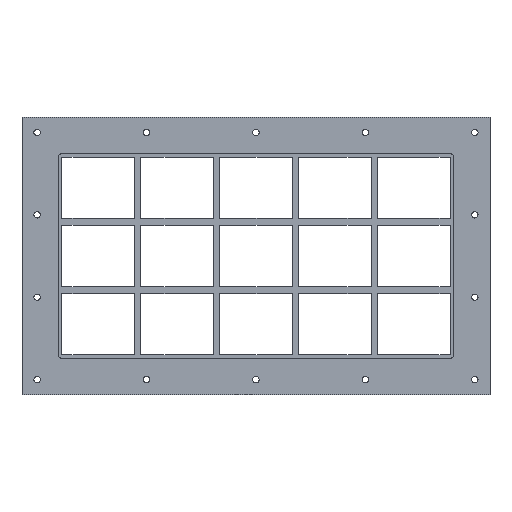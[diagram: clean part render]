
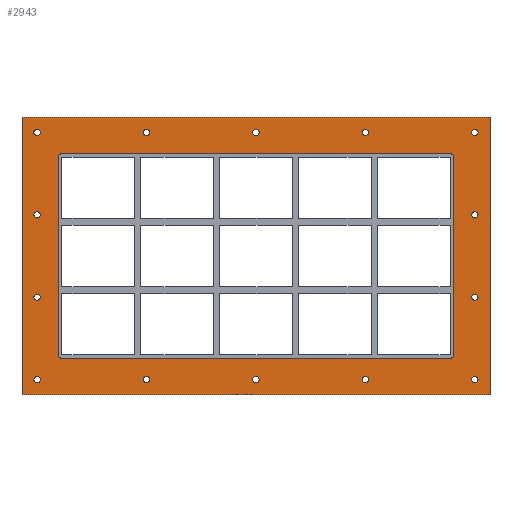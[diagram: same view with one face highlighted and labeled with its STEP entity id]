
A CAD part, front view. The second image highlights one B-rep face of the part: STEP entity #2943.
In plain terms, the highlighted planar face has unit normal (0, -1, 0).
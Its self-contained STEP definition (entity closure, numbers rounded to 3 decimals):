
#84=CARTESIAN_POINT('',(-357.,0.0,-204.5));
#85=VERTEX_POINT('',#84);
#86=CARTESIAN_POINT('',(-362.25,0.0,-204.5));
#87=DIRECTION('',(0.0,1.0,0.0));
#88=DIRECTION('',(1.0,0.0,0.0));
#89=AXIS2_PLACEMENT_3D('',#86,#87,#88);
#90=CIRCLE('',#89,5.25);
#91=EDGE_CURVE('',#85,#85,#90,.T.);
#112=CARTESIAN_POINT('',(367.4,0.0,-68.2));
#113=VERTEX_POINT('',#112);
#114=CARTESIAN_POINT('',(362.15,0.0,-68.2));
#115=DIRECTION('',(0.0,1.0,0.0));
#116=DIRECTION('',(1.0,0.0,0.0));
#117=AXIS2_PLACEMENT_3D('',#114,#115,#116);
#118=CIRCLE('',#117,5.25);
#119=EDGE_CURVE('',#113,#113,#118,.T.);
#140=CARTESIAN_POINT('',(-357.,0.0,-68.2));
#141=VERTEX_POINT('',#140);
#142=CARTESIAN_POINT('',(-362.25,0.0,-68.2));
#143=DIRECTION('',(0.0,1.0,0.0));
#144=DIRECTION('',(1.0,0.0,0.0));
#145=AXIS2_PLACEMENT_3D('',#142,#143,#144);
#146=CIRCLE('',#145,5.25);
#147=EDGE_CURVE('',#141,#141,#146,.T.);
#168=CARTESIAN_POINT('',(367.4,0.0,68.1));
#169=VERTEX_POINT('',#168);
#170=CARTESIAN_POINT('',(362.15,0.0,68.1));
#171=DIRECTION('',(0.0,1.0,0.0));
#172=DIRECTION('',(1.0,0.0,0.0));
#173=AXIS2_PLACEMENT_3D('',#170,#171,#172);
#174=CIRCLE('',#173,5.25);
#175=EDGE_CURVE('',#169,#169,#174,.T.);
#196=CARTESIAN_POINT('',(-357.,0.0,68.1));
#197=VERTEX_POINT('',#196);
#198=CARTESIAN_POINT('',(-362.25,0.0,68.1));
#199=DIRECTION('',(0.0,1.0,0.0));
#200=DIRECTION('',(1.0,0.0,0.0));
#201=AXIS2_PLACEMENT_3D('',#198,#199,#200);
#202=CIRCLE('',#201,5.25);
#203=EDGE_CURVE('',#197,#197,#202,.T.);
#224=CARTESIAN_POINT('',(-175.9,0.0,204.4));
#225=VERTEX_POINT('',#224);
#226=CARTESIAN_POINT('',(-181.15,0.0,204.4));
#227=DIRECTION('',(0.0,1.0,0.0));
#228=DIRECTION('',(1.0,0.0,0.0));
#229=AXIS2_PLACEMENT_3D('',#226,#227,#228);
#230=CIRCLE('',#229,5.25);
#231=EDGE_CURVE('',#225,#225,#230,.T.);
#252=CARTESIAN_POINT('',(-175.9,0.0,-204.5));
#253=VERTEX_POINT('',#252);
#254=CARTESIAN_POINT('',(-181.15,0.0,-204.5));
#255=DIRECTION('',(0.0,1.0,0.0));
#256=DIRECTION('',(1.0,0.0,0.0));
#257=AXIS2_PLACEMENT_3D('',#254,#255,#256);
#258=CIRCLE('',#257,5.25);
#259=EDGE_CURVE('',#253,#253,#258,.T.);
#280=CARTESIAN_POINT('',(5.2,0.0,204.4));
#281=VERTEX_POINT('',#280);
#282=CARTESIAN_POINT('',(-0.05,0.0,204.4));
#283=DIRECTION('',(0.0,1.0,0.0));
#284=DIRECTION('',(1.0,0.0,0.0));
#285=AXIS2_PLACEMENT_3D('',#282,#283,#284);
#286=CIRCLE('',#285,5.25);
#287=EDGE_CURVE('',#281,#281,#286,.T.);
#308=CARTESIAN_POINT('',(5.2,0.0,-204.5));
#309=VERTEX_POINT('',#308);
#310=CARTESIAN_POINT('',(-0.05,0.0,-204.5));
#311=DIRECTION('',(0.0,1.0,0.0));
#312=DIRECTION('',(1.0,0.0,0.0));
#313=AXIS2_PLACEMENT_3D('',#310,#311,#312);
#314=CIRCLE('',#313,5.25);
#315=EDGE_CURVE('',#309,#309,#314,.T.);
#336=CARTESIAN_POINT('',(186.3,0.0,204.4));
#337=VERTEX_POINT('',#336);
#338=CARTESIAN_POINT('',(181.05,0.0,204.4));
#339=DIRECTION('',(0.0,1.0,0.0));
#340=DIRECTION('',(1.0,0.0,0.0));
#341=AXIS2_PLACEMENT_3D('',#338,#339,#340);
#342=CIRCLE('',#341,5.25);
#343=EDGE_CURVE('',#337,#337,#342,.T.);
#364=CARTESIAN_POINT('',(186.3,0.0,-204.5));
#365=VERTEX_POINT('',#364);
#366=CARTESIAN_POINT('',(181.05,0.0,-204.5));
#367=DIRECTION('',(0.0,1.0,0.0));
#368=DIRECTION('',(1.0,0.0,0.0));
#369=AXIS2_PLACEMENT_3D('',#366,#367,#368);
#370=CIRCLE('',#369,5.25);
#371=EDGE_CURVE('',#365,#365,#370,.T.);
#392=CARTESIAN_POINT('',(367.4,0.0,-204.5));
#393=VERTEX_POINT('',#392);
#394=CARTESIAN_POINT('',(362.15,0.0,-204.5));
#395=DIRECTION('',(0.0,1.0,0.0));
#396=DIRECTION('',(1.0,0.0,0.0));
#397=AXIS2_PLACEMENT_3D('',#394,#395,#396);
#398=CIRCLE('',#397,5.25);
#399=EDGE_CURVE('',#393,#393,#398,.T.);
#420=CARTESIAN_POINT('',(-357.,0.0,204.4));
#421=VERTEX_POINT('',#420);
#422=CARTESIAN_POINT('',(-362.25,0.0,204.4));
#423=DIRECTION('',(0.0,1.0,0.0));
#424=DIRECTION('',(1.0,0.0,0.0));
#425=AXIS2_PLACEMENT_3D('',#422,#423,#424);
#426=CIRCLE('',#425,5.25);
#427=EDGE_CURVE('',#421,#421,#426,.T.);
#448=CARTESIAN_POINT('',(367.4,0.0,204.4));
#449=VERTEX_POINT('',#448);
#450=CARTESIAN_POINT('',(362.15,0.0,204.4));
#451=DIRECTION('',(0.0,1.0,0.0));
#452=DIRECTION('',(1.0,0.0,0.0));
#453=AXIS2_PLACEMENT_3D('',#450,#451,#452);
#454=CIRCLE('',#453,5.25);
#455=EDGE_CURVE('',#449,#449,#454,.T.);
#2792=CARTESIAN_POINT('',(0.0,0.0,0.));
#2793=DIRECTION('',(0.0,1.0,0.0));
#2794=DIRECTION('',(0.0,0.0,1.0));
#2795=AXIS2_PLACEMENT_3D('',#2792,#2793,#2794);
#2796=PLANE('',#2795);
#2797=CARTESIAN_POINT('',(-387.25,0.0,229.5));
#2798=VERTEX_POINT('',#2797);
#2799=CARTESIAN_POINT('',(387.25,0.0,229.5));
#2800=VERTEX_POINT('',#2799);
#2801=CARTESIAN_POINT('',(-387.25,0.0,229.5));
#2802=DIRECTION('',(1.0,0.0,0.0));
#2803=VECTOR('',#2802,774.5);
#2804=LINE('',#2801,#2803);
#2805=EDGE_CURVE('',#2798,#2800,#2804,.T.);
#2806=ORIENTED_EDGE('',*,*,#2805,.F.);
#2807=CARTESIAN_POINT('',(-387.25,0.0,-229.5));
#2808=VERTEX_POINT('',#2807);
#2809=CARTESIAN_POINT('',(-387.25,0.0,-229.5));
#2810=DIRECTION('',(0.0,0.0,1.0));
#2811=VECTOR('',#2810,459.);
#2812=LINE('',#2809,#2811);
#2813=EDGE_CURVE('',#2808,#2798,#2812,.T.);
#2814=ORIENTED_EDGE('',*,*,#2813,.F.);
#2815=CARTESIAN_POINT('',(387.25,0.0,-229.5));
#2816=VERTEX_POINT('',#2815);
#2817=CARTESIAN_POINT('',(387.25,0.0,-229.5));
#2818=DIRECTION('',(-1.0,0.0,0.0));
#2819=VECTOR('',#2818,774.5);
#2820=LINE('',#2817,#2819);
#2821=EDGE_CURVE('',#2816,#2808,#2820,.T.);
#2822=ORIENTED_EDGE('',*,*,#2821,.F.);
#2823=CARTESIAN_POINT('',(387.25,0.0,229.5));
#2824=DIRECTION('',(0.0,0.0,-1.0));
#2825=VECTOR('',#2824,459.);
#2826=LINE('',#2823,#2825);
#2827=EDGE_CURVE('',#2800,#2816,#2826,.T.);
#2828=ORIENTED_EDGE('',*,*,#2827,.F.);
#2829=EDGE_LOOP('',(#2806,#2814,#2822,#2828));
#2830=FACE_OUTER_BOUND('',#2829,.T.);
#2831=ORIENTED_EDGE('',*,*,#91,.T.);
#2832=EDGE_LOOP('',(#2831));
#2833=FACE_BOUND('',#2832,.T.);
#2834=ORIENTED_EDGE('',*,*,#119,.T.);
#2835=EDGE_LOOP('',(#2834));
#2836=FACE_BOUND('',#2835,.T.);
#2837=ORIENTED_EDGE('',*,*,#147,.T.);
#2838=EDGE_LOOP('',(#2837));
#2839=FACE_BOUND('',#2838,.T.);
#2840=ORIENTED_EDGE('',*,*,#175,.T.);
#2841=EDGE_LOOP('',(#2840));
#2842=FACE_BOUND('',#2841,.T.);
#2843=ORIENTED_EDGE('',*,*,#203,.T.);
#2844=EDGE_LOOP('',(#2843));
#2845=FACE_BOUND('',#2844,.T.);
#2846=ORIENTED_EDGE('',*,*,#231,.T.);
#2847=EDGE_LOOP('',(#2846));
#2848=FACE_BOUND('',#2847,.T.);
#2849=ORIENTED_EDGE('',*,*,#259,.T.);
#2850=EDGE_LOOP('',(#2849));
#2851=FACE_BOUND('',#2850,.T.);
#2852=ORIENTED_EDGE('',*,*,#287,.T.);
#2853=EDGE_LOOP('',(#2852));
#2854=FACE_BOUND('',#2853,.T.);
#2855=ORIENTED_EDGE('',*,*,#315,.T.);
#2856=EDGE_LOOP('',(#2855));
#2857=FACE_BOUND('',#2856,.T.);
#2858=ORIENTED_EDGE('',*,*,#343,.T.);
#2859=EDGE_LOOP('',(#2858));
#2860=FACE_BOUND('',#2859,.T.);
#2861=ORIENTED_EDGE('',*,*,#371,.T.);
#2862=EDGE_LOOP('',(#2861));
#2863=FACE_BOUND('',#2862,.T.);
#2864=ORIENTED_EDGE('',*,*,#399,.T.);
#2865=EDGE_LOOP('',(#2864));
#2866=FACE_BOUND('',#2865,.T.);
#2867=ORIENTED_EDGE('',*,*,#427,.T.);
#2868=EDGE_LOOP('',(#2867));
#2869=FACE_BOUND('',#2868,.T.);
#2870=ORIENTED_EDGE('',*,*,#455,.T.);
#2871=EDGE_LOOP('',(#2870));
#2872=FACE_BOUND('',#2871,.T.);
#2873=CARTESIAN_POINT('',(-327.25,0.0,-163.5));
#2874=VERTEX_POINT('',#2873);
#2875=CARTESIAN_POINT('',(-321.25,0.0,-169.5));
#2876=VERTEX_POINT('',#2875);
#2877=CARTESIAN_POINT('',(-321.25,0.0,-163.5));
#2878=DIRECTION('',(0.0,-1.0,0.0));
#2879=DIRECTION('',(-0.707,0.0,-0.707));
#2880=AXIS2_PLACEMENT_3D('',#2877,#2878,#2879);
#2881=CIRCLE('',#2880,6.);
#2882=EDGE_CURVE('',#2874,#2876,#2881,.T.);
#2883=ORIENTED_EDGE('',*,*,#2882,.F.);
#2884=CARTESIAN_POINT('',(-327.25,0.0,163.5));
#2885=VERTEX_POINT('',#2884);
#2886=CARTESIAN_POINT('',(-327.25,0.0,163.5));
#2887=DIRECTION('',(0.0,0.0,-1.0));
#2888=VECTOR('',#2887,327.0);
#2889=LINE('',#2886,#2888);
#2890=EDGE_CURVE('',#2885,#2874,#2889,.T.);
#2891=ORIENTED_EDGE('',*,*,#2890,.F.);
#2892=CARTESIAN_POINT('',(-321.25,0.0,169.5));
#2893=VERTEX_POINT('',#2892);
#2894=CARTESIAN_POINT('',(-321.25,0.0,163.5));
#2895=DIRECTION('',(0.0,-1.0,0.0));
#2896=DIRECTION('',(-0.707,0.0,0.707));
#2897=AXIS2_PLACEMENT_3D('',#2894,#2895,#2896);
#2898=CIRCLE('',#2897,6.);
#2899=EDGE_CURVE('',#2893,#2885,#2898,.T.);
#2900=ORIENTED_EDGE('',*,*,#2899,.F.);
#2901=CARTESIAN_POINT('',(321.25,0.0,169.5));
#2902=VERTEX_POINT('',#2901);
#2903=CARTESIAN_POINT('',(321.25,0.0,169.5));
#2904=DIRECTION('',(-1.0,0.0,0.0));
#2905=VECTOR('',#2904,642.5);
#2906=LINE('',#2903,#2905);
#2907=EDGE_CURVE('',#2902,#2893,#2906,.T.);
#2908=ORIENTED_EDGE('',*,*,#2907,.F.);
#2909=CARTESIAN_POINT('',(327.25,0.0,163.5));
#2910=VERTEX_POINT('',#2909);
#2911=CARTESIAN_POINT('',(321.25,0.0,163.5));
#2912=DIRECTION('',(0.0,-1.0,0.0));
#2913=DIRECTION('',(0.707,0.0,0.707));
#2914=AXIS2_PLACEMENT_3D('',#2911,#2912,#2913);
#2915=CIRCLE('',#2914,6.);
#2916=EDGE_CURVE('',#2910,#2902,#2915,.T.);
#2917=ORIENTED_EDGE('',*,*,#2916,.F.);
#2918=CARTESIAN_POINT('',(327.25,0.0,-163.5));
#2919=VERTEX_POINT('',#2918);
#2920=CARTESIAN_POINT('',(327.25,0.0,-163.5));
#2921=DIRECTION('',(0.0,0.0,1.0));
#2922=VECTOR('',#2921,327.0);
#2923=LINE('',#2920,#2922);
#2924=EDGE_CURVE('',#2919,#2910,#2923,.T.);
#2925=ORIENTED_EDGE('',*,*,#2924,.F.);
#2926=CARTESIAN_POINT('',(321.25,0.0,-169.5));
#2927=VERTEX_POINT('',#2926);
#2928=CARTESIAN_POINT('',(321.25,0.0,-163.5));
#2929=DIRECTION('',(0.0,-1.0,0.0));
#2930=DIRECTION('',(0.707,0.0,-0.707));
#2931=AXIS2_PLACEMENT_3D('',#2928,#2929,#2930);
#2932=CIRCLE('',#2931,6.);
#2933=EDGE_CURVE('',#2927,#2919,#2932,.T.);
#2934=ORIENTED_EDGE('',*,*,#2933,.F.);
#2935=CARTESIAN_POINT('',(-321.25,0.0,-169.5));
#2936=DIRECTION('',(1.0,0.0,0.0));
#2937=VECTOR('',#2936,642.5);
#2938=LINE('',#2935,#2937);
#2939=EDGE_CURVE('',#2876,#2927,#2938,.T.);
#2940=ORIENTED_EDGE('',*,*,#2939,.F.);
#2941=EDGE_LOOP('',(#2883,#2891,#2900,#2908,#2917,#2925,#2934,#2940));
#2942=FACE_BOUND('',#2941,.T.);
#2943=ADVANCED_FACE('',(#2830,#2833,#2836,#2839,#2842,#2845,#2848,#2851,#2854,#2857,#2860,#2863,#2866,#2869,#2872,#2942),#2796,.F.);
